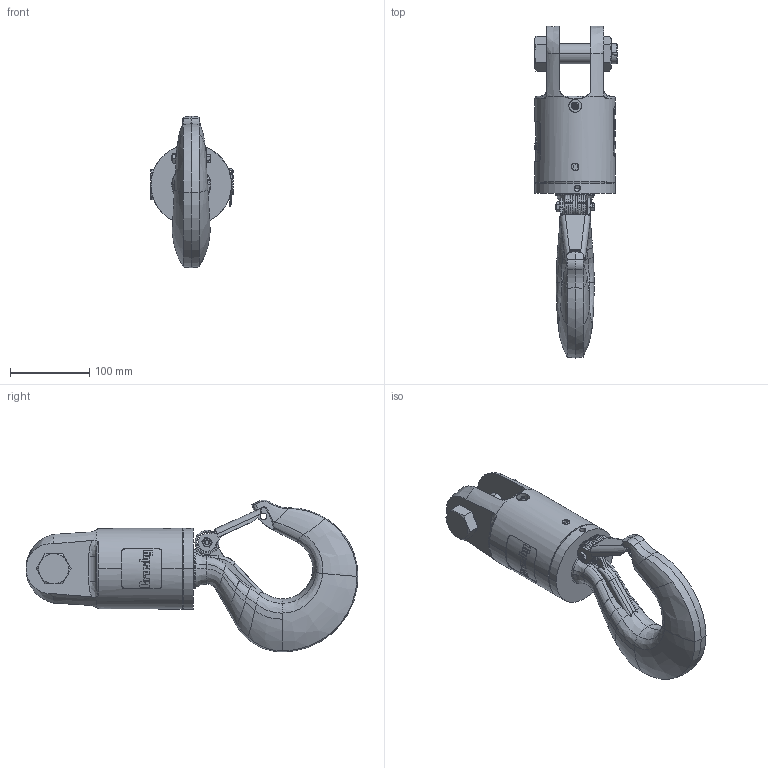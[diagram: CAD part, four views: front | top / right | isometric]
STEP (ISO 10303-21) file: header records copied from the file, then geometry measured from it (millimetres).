
FILE_DESCRIPTION((''),'2;1');
FILE_NAME('PRT0001','2011-05-09T',('Alan Doughty'),('The Crosby Group LLC'),'PRO/ENGINEER BY PARAMETRIC TECHNOLOGY CORPORATION, 2010230','PRO/ENGINEER BY PARAMETRIC TECHNOLOGY CORPORATION, 2010230','');
FILE_SCHEMA(('CONFIG_CONTROL_DESIGN'));
Length unit declared in the file: inch
Products named in the file (1): PRT0001
Bounding box: 104.37 x 418.8 x 191.48 mm (x, y, z)
Volume: 1580849.8 mm3; surface area: 239329.7 mm2
Topology: 3 solids, 3 shells, 1447 faces, 4010 edges, 2629 vertices
Faces by surface type: plane 961, cylinder 191, bspline 124, torus 73, cone 58, extrusion 38, sphere 2
Entity records: 52748 total; most frequent: CARTESIAN_POINT 18053, ORIENTED_EDGE 8008, DIRECTION 6107, EDGE_CURVE 4004, VERTEX_POINT 2629, AXIS2_PLACEMENT_3D 2228, VECTOR 1651, LINE 1613
